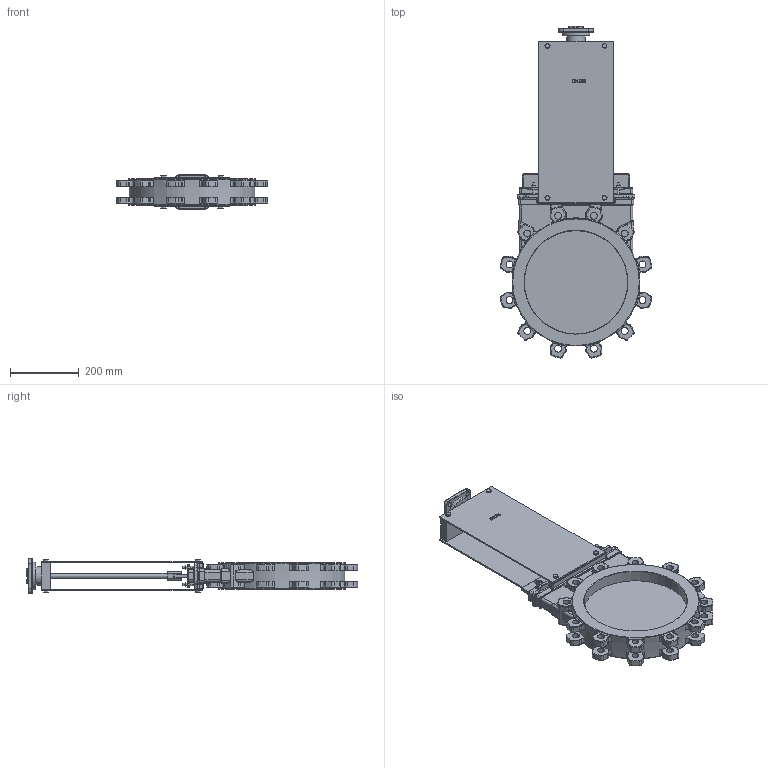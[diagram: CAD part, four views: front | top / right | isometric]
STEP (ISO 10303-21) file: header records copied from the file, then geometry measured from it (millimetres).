
FILE_DESCRIPTION(/* description */ (''),/* implementation_level */ '2;1');
FILE_NAME(/* name */ 'DN300_3D_STEP.stp',/* time_stamp */ '2025-08-28T17:42:39+03:00',/* author */ ('igorr'),/* organization */ (''),/* preprocessor_version */ 'ST-DEVELOPER v20',/* originating_system */ 'Autodesk Inventor 2025',/* authorisation */ '');
FILE_SCHEMA (('AUTOMOTIVE_DESIGN { 1 0 10303 214 3 1 1 }'));
Length unit declared in the file: millimetre
Products named in the file (6): Сборка1; Деталь1; Деталь2; AS 1237 - 8; ANSI B18.2.4.2M - M6x1; AS 1110 - M8 x 12
Assembly tree (19 placements, depth 2):
  Сборка1
    Деталь1
    Деталь2
    AS 1237 - 8  x5
    ANSI B18.2.4.2M - M6x1  x4
    AS 1110 - M8 x 12  x8
Bounding box: 440.35 x 965.18 x 100 mm (x, y, z)
Volume: 7137918 mm3; surface area: 1096415.9 mm2
Topology: 19 solids, 19 shells, 1672 faces, 3994 edges, 2329 vertices
Faces by surface type: cylinder 564, plane 453, torus 406, bspline 127, cone 118, sphere 4
Full cylindrical faces by diameter (mm): 4.917 x4, 8 x8, 8.4 x5, 9 x4, 13 x8, 14 x9, 15 x1, 20 x24, 32 x1, 45 x1, 53 x1, 70 x1, 80 x1, 300 x2
Entity records: 47782 total; most frequent: CARTESIAN_POINT 12596, DIRECTION 7621, ORIENTED_EDGE 6828, EDGE_CURVE 3414, AXIS2_PLACEMENT_3D 3191, VERTEX_POINT 2016, CIRCLE 1853, EDGE_LOOP 1502
